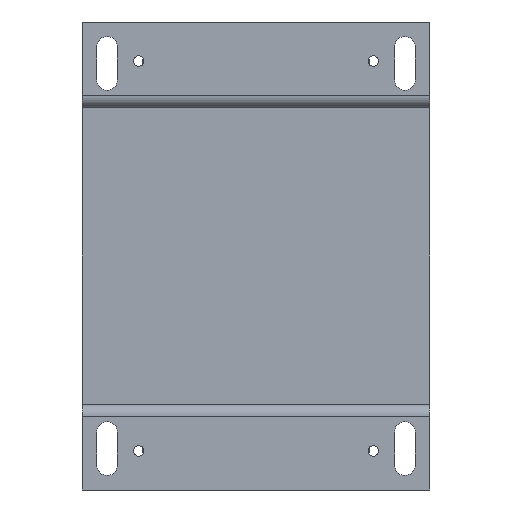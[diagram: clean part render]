
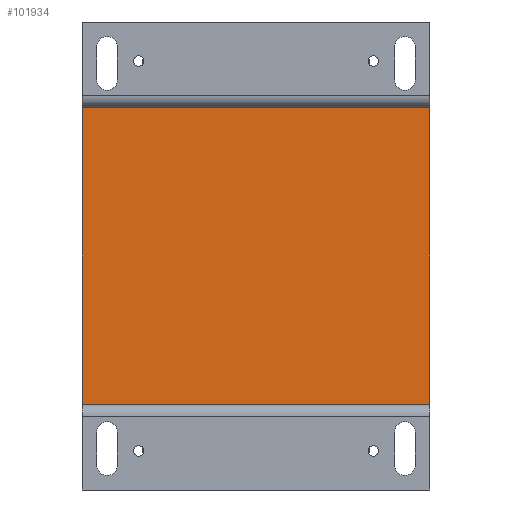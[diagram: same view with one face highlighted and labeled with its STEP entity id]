
A CAD part, front view. The second image highlights one B-rep face of the part: STEP entity #101934.
In plain terms, the highlighted planar face has unit normal (0, -1, 0).
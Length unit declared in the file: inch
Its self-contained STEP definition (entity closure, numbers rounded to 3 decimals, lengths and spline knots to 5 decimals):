
#9839 = ORIENTED_EDGE ( 'NONE', *, *, #113182, .F. ) ;
#14215 = ORIENTED_EDGE ( 'NONE', *, *, #26493, .F. ) ;
#26493 = EDGE_CURVE ( 'NONE', #70082, #132591, #123862, .T. ) ;
#27279 = CARTESIAN_POINT ( 'NONE',  ( -2.62205, -2.18504, 2.24409 ) ) ;
#27715 = DIRECTION ( 'NONE',  ( 1., 0., 0. ) ) ;
#28685 = LINE ( 'NONE', #89608, #78631 ) ;
#31696 = CARTESIAN_POINT ( 'NONE',  ( 2.62205, -2.18504, -2.24409 ) ) ;
#31724 = CARTESIAN_POINT ( 'NONE',  ( -2.62205, -2.18504, -2.24409 ) ) ;
#32563 = DIRECTION ( 'NONE',  ( 0., 0., 1. ) ) ;
#43209 = FACE_OUTER_BOUND ( 'NONE', #69007, .T. ) ;
#44174 = CARTESIAN_POINT ( 'NONE',  ( 2.62205, -2.18504, 2.24409 ) ) ;
#48564 = ORIENTED_EDGE ( 'NONE', *, *, #54668, .F. ) ;
#52412 = VECTOR ( 'NONE', #32563, 39.37008 ) ;
#54668 = EDGE_CURVE ( 'NONE', #132591, #105923, #28685, .T. ) ;
#62869 = LINE ( 'NONE', #27279, #66123 ) ;
#66123 = VECTOR ( 'NONE', #27715, 39.37008 ) ;
#69007 = EDGE_LOOP ( 'NONE', ( #14215, #9839, #120020, #48564 ) ) ;
#70082 = VERTEX_POINT ( 'NONE', #113318 ) ;
#74224 = VERTEX_POINT ( 'NONE', #77570 ) ;
#77570 = CARTESIAN_POINT ( 'NONE',  ( -2.62205, -2.18504, 2.24409 ) ) ;
#78631 = VECTOR ( 'NONE', #90026, 39.37008 ) ;
#79792 = LINE ( 'NONE', #115542, #52412 ) ;
#83882 = VECTOR ( 'NONE', #125923, 39.37008 ) ;
#87551 = DIRECTION ( 'NONE',  ( 0., 0., 1. ) ) ;
#89608 = CARTESIAN_POINT ( 'NONE',  ( -2.62205, -2.18504, -2.24409 ) ) ;
#90026 = DIRECTION ( 'NONE',  ( -1., 0., 0. ) ) ;
#101934 = ADVANCED_FACE ( 'NONE', ( #43209 ), #128780, .F. ) ;
#105923 = VERTEX_POINT ( 'NONE', #31724 ) ;
#106662 = AXIS2_PLACEMENT_3D ( 'NONE', #118896, #119774, #87551 ) ;
#108988 = EDGE_CURVE ( 'NONE', #105923, #74224, #79792, .T. ) ;
#113182 = EDGE_CURVE ( 'NONE', #74224, #70082, #62869, .T. ) ;
#113318 = CARTESIAN_POINT ( 'NONE',  ( 2.62205, -2.18504, 2.24409 ) ) ;
#115542 = CARTESIAN_POINT ( 'NONE',  ( -2.62205, -2.18504, 2.24409 ) ) ;
#118896 = CARTESIAN_POINT ( 'NONE',  ( -2.62205, -2.18504, 2.24409 ) ) ;
#119774 = DIRECTION ( 'NONE',  ( 0., 1., 0. ) ) ;
#120020 = ORIENTED_EDGE ( 'NONE', *, *, #108988, .F. ) ;
#123862 = LINE ( 'NONE', #44174, #83882 ) ;
#125923 = DIRECTION ( 'NONE',  ( 0., 0., -1. ) ) ;
#128780 = PLANE ( 'NONE',  #106662 ) ;
#132591 = VERTEX_POINT ( 'NONE', #31696 ) ;
